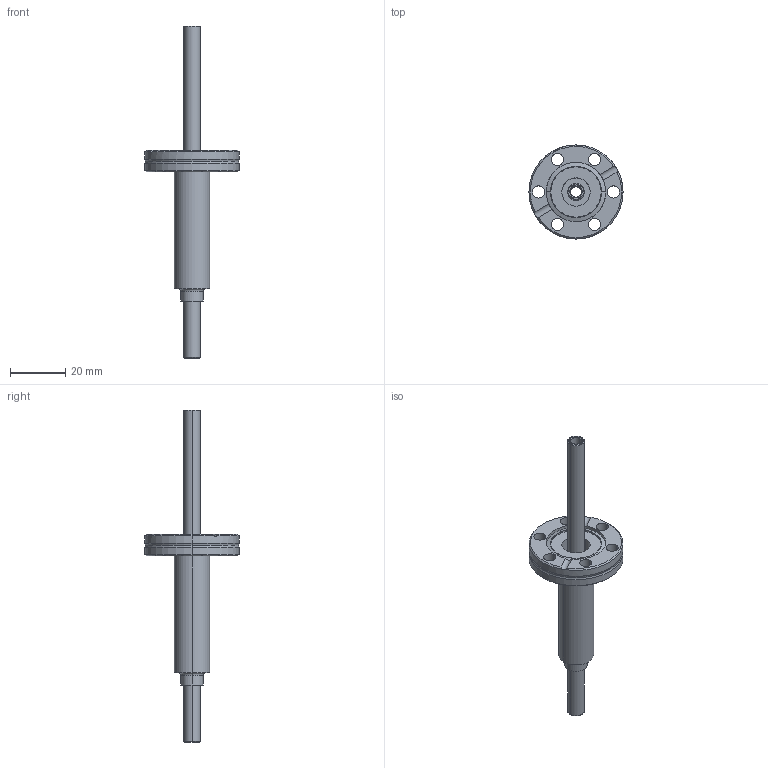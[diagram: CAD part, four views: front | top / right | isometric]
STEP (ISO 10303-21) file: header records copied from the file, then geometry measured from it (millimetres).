
FILE_DESCRIPTION (( 'STEP AP214' ), '1' );
FILE_NAME ('420XFN016-PP.stp', '2017-06-01T05:27:18', ( '' ), ( '' ), 'SwSTEP 2.0', 'SolidWorks 2015', '' );
FILE_SCHEMA (( 'AUTOMOTIVE_DESIGN' ));
Length unit declared in the file: millimetre
Products named in the file (1): 420XFN016-PP
Bounding box: 34 x 34 x 120 mm (x, y, z)
Volume: 9357.2 mm3; surface area: 10123.4 mm2
Topology: 1 solids, 1 shells, 69 faces, 158 edges, 97 vertices
Faces by surface type: cylinder 34, cone 17, plane 10, torus 8
Entity records: 2832 total; most frequent: DIRECTION 389, CARTESIAN_POINT 381, ORIENTED_EDGE 316, AXIS2_PLACEMENT_3D 169, EDGE_CURVE 158, CIRCLE 99, VERTEX_POINT 97, EDGE_LOOP 89
